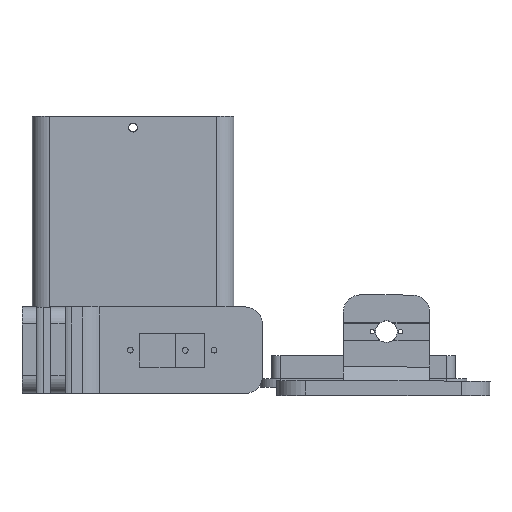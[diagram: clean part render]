
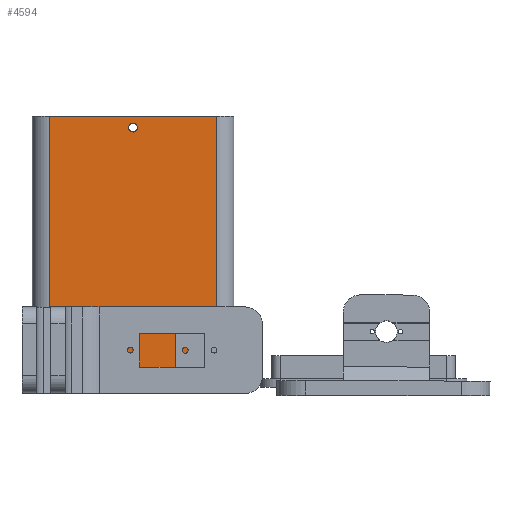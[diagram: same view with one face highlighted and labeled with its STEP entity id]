
A CAD part, front view. The second image highlights one B-rep face of the part: STEP entity #4594.
In plain terms, the highlighted face is planar.
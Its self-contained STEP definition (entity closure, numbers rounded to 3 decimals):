
#165=FACE_BOUND('',#493,.T.);
#238=FACE_OUTER_BOUND('',#492,.T.);
#492=EDGE_LOOP('',(#3232,#3233,#3234,#3235));
#493=EDGE_LOOP('',(#3236));
#773=CIRCLE('',#4899,1.55);
#1033=LINE('',#6913,#1508);
#1041=LINE('',#6940,#1516);
#1042=LINE('',#6942,#1517);
#1043=LINE('',#6943,#1518);
#1508=VECTOR('',#5495,1000.);
#1516=VECTOR('',#5519,1000.);
#1517=VECTOR('',#5520,1000.);
#1518=VECTOR('',#5521,1000.);
#1967=VERTEX_POINT('',#6858);
#1989=VERTEX_POINT('',#6910);
#1990=VERTEX_POINT('',#6912);
#2001=VERTEX_POINT('',#6939);
#2002=VERTEX_POINT('',#6941);
#2443=EDGE_CURVE('',#1967,#1967,#773,.T.);
#2469=EDGE_CURVE('',#1989,#1990,#1033,.T.);
#2483=EDGE_CURVE('',#1989,#2001,#1041,.T.);
#2484=EDGE_CURVE('',#2002,#2001,#1042,.T.);
#2485=EDGE_CURVE('',#2002,#1990,#1043,.T.);
#3232=ORIENTED_EDGE('',*,*,#2469,.F.);
#3233=ORIENTED_EDGE('',*,*,#2483,.T.);
#3234=ORIENTED_EDGE('',*,*,#2484,.F.);
#3235=ORIENTED_EDGE('',*,*,#2485,.T.);
#3236=ORIENTED_EDGE('',*,*,#2443,.T.);
#4449=PLANE('',#4917);
#4594=ADVANCED_FACE('',(#238,#165),#4449,.F.);
#4899=AXIS2_PLACEMENT_3D('',#6859,#5453,#5454);
#4917=AXIS2_PLACEMENT_3D('',#6938,#5517,#5518);
#5453=DIRECTION('center_axis',(1.,0.,0.));
#5454=DIRECTION('ref_axis',(0.,0.,-1.));
#5495=DIRECTION('',(0.,0.,1.));
#5517=DIRECTION('center_axis',(1.,0.,0.));
#5518=DIRECTION('ref_axis',(0.,0.,-1.));
#5519=DIRECTION('',(0.,-1.,0.));
#5520=DIRECTION('',(0.,0.,-1.));
#5521=DIRECTION('',(0.,1.,0.));
#6858=CARTESIAN_POINT('',(-17.,-86.,1.55));
#6859=CARTESIAN_POINT('Origin',(-17.,-86.,0.));
#6910=CARTESIAN_POINT('',(-17.,4.,-29.));
#6912=CARTESIAN_POINT('',(-17.,4.,29.));
#6913=CARTESIAN_POINT('',(-17.,4.,35.));
#6938=CARTESIAN_POINT('Origin',(-17.,4.,35.));
#6939=CARTESIAN_POINT('',(-17.,-90.,-29.));
#6940=CARTESIAN_POINT('',(-17.,4.,-29.));
#6941=CARTESIAN_POINT('',(-17.,-90.,29.));
#6942=CARTESIAN_POINT('',(-17.,-90.,35.));
#6943=CARTESIAN_POINT('',(-17.,4.,29.));
